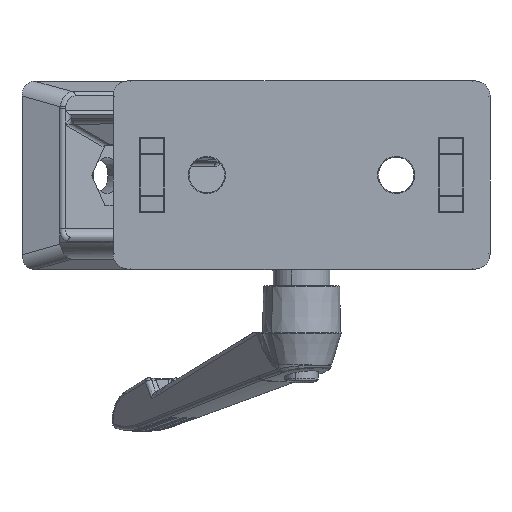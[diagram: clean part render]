
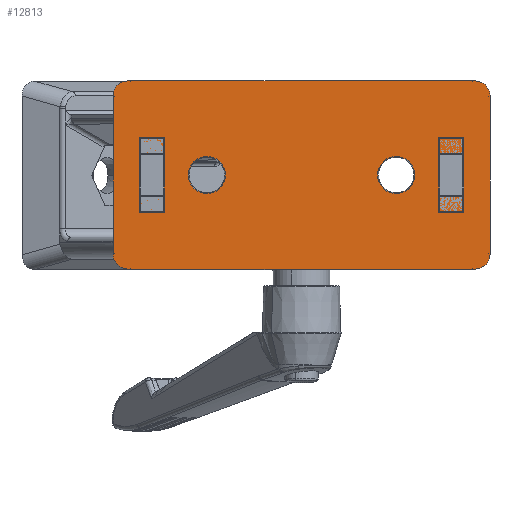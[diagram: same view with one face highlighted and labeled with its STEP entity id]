
A CAD part, top view. The second image highlights one B-rep face of the part: STEP entity #12813.
In plain terms, the highlighted planar face has unit normal (0, 0, 1).
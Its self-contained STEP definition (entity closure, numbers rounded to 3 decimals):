
#8102 = CARTESIAN_POINT ( 'NONE',  ( 22.5, 0., 9. ) ) ;
#8105 = CIRCLE ( 'NONE', #8150, 4.4 ) ;
#8123 = DIRECTION ( 'NONE',  ( 0., 0., -1. ) ) ;
#8149 = DIRECTION ( 'NONE',  ( 1., 0., 0. ) ) ;
#8150 = AXIS2_PLACEMENT_3D ( 'NONE', #8102, #8123, #8149 ) ;
#8246 = LINE ( 'NONE', #8289, #8288 ) ;
#8251 = CARTESIAN_POINT ( 'NONE',  ( 44.8, 18.872, 9. ) ) ;
#8276 = CARTESIAN_POINT ( 'NONE',  ( -44.8, 18.872, 9. ) ) ;
#8277 = CARTESIAN_POINT ( 'NONE',  ( 40.829, 22.4, 9. ) ) ;
#8278 = CARTESIAN_POINT ( 'NONE',  ( 43.225, 22.4, 9. ) ) ;
#8279 = CARTESIAN_POINT ( 'NONE',  ( 44.8, 21.001, 9. ) ) ;
#8280 = CARTESIAN_POINT ( 'NONE',  ( 44.8, 18.872, 9. ) ) ;
#8281 = CARTESIAN_POINT ( 'NONE',  ( 40.829, -22.4, 9. ) ) ;
#8282 =( BOUNDED_CURVE ( )  B_SPLINE_CURVE ( 3, ( #8280, #8279, #8278, #8277 ),
 .UNSPECIFIED., .F., .T. ) 
 B_SPLINE_CURVE_WITH_KNOTS ( ( 4, 4 ),
 ( 5.894, 7.306 ),
 .UNSPECIFIED. ) 
 CURVE ( )  GEOMETRIC_REPRESENTATION_ITEM ( )  RATIONAL_B_SPLINE_CURVE ( ( 1., 0.841, 0.841, 1. ) ) 
 REPRESENTATION_ITEM ( '' )  );
#8283 = DIRECTION ( 'NONE',  ( -1., 0., 0. ) ) ;
#8284 = VECTOR ( 'NONE', #8283, 1000. ) ;
#8285 = CARTESIAN_POINT ( 'NONE',  ( -45.5, -22.4, 9. ) ) ;
#8286 = LINE ( 'NONE', #8285, #8284 ) ;
#8287 = DIRECTION ( 'NONE',  ( 0., -1., 0. ) ) ;
#8288 = VECTOR ( 'NONE', #8287, 1000. ) ;
#8289 = CARTESIAN_POINT ( 'NONE',  ( 44.8, -23., 9. ) ) ;
#8293 = CARTESIAN_POINT ( 'NONE',  ( -44.8, -18.872, 9. ) ) ;
#8294 = CARTESIAN_POINT ( 'NONE',  ( -40.829, 22.4, 9. ) ) ;
#8295 = CARTESIAN_POINT ( 'NONE',  ( 40.829, 22.4, 9. ) ) ;
#8296 = CARTESIAN_POINT ( 'NONE',  ( 44.8, -18.872, 9. ) ) ;
#8297 = CARTESIAN_POINT ( 'NONE',  ( 44.8, -21.001, 9. ) ) ;
#8298 = CARTESIAN_POINT ( 'NONE',  ( 43.225, -22.4, 9. ) ) ;
#8299 = CARTESIAN_POINT ( 'NONE',  ( 40.829, -22.4, 9. ) ) ;
#8300 = LINE ( 'NONE', #8329, #8328 ) ;
#8301 = CARTESIAN_POINT ( 'NONE',  ( -45.5, -23., 9. ) ) ;
#8302 =( BOUNDED_CURVE ( )  B_SPLINE_CURVE ( 3, ( #8299, #8298, #8297, #8296 ),
 .UNSPECIFIED., .F., .T. ) 
 B_SPLINE_CURVE_WITH_KNOTS ( ( 4, 4 ),
 ( 2.119, 3.531 ),
 .UNSPECIFIED. ) 
 CURVE ( )  GEOMETRIC_REPRESENTATION_ITEM ( )  RATIONAL_B_SPLINE_CURVE ( ( 1., 0.841, 0.841, 1. ) ) 
 REPRESENTATION_ITEM ( '' )  );
#8303 = CARTESIAN_POINT ( 'NONE',  ( 44.8, -18.872, 9. ) ) ;
#8305 = CARTESIAN_POINT ( 'NONE',  ( -40.829, -22.4, 9. ) ) ;
#8306 = CARTESIAN_POINT ( 'NONE',  ( -43.225, -22.4, 9. ) ) ;
#8307 = CARTESIAN_POINT ( 'NONE',  ( -44.8, -21.001, 9. ) ) ;
#8308 = CARTESIAN_POINT ( 'NONE',  ( -44.8, -18.872, 9. ) ) ;
#8309 = PLANE ( 'NONE',  #8323 ) ;
#8310 =( BOUNDED_CURVE ( )  B_SPLINE_CURVE ( 3, ( #8308, #8307, #8306, #8305 ),
 .UNSPECIFIED., .F., .F. ) 
 B_SPLINE_CURVE_WITH_KNOTS ( ( 4, 4 ),
 ( 5.894, 7.306 ),
 .UNSPECIFIED. ) 
 CURVE ( )  GEOMETRIC_REPRESENTATION_ITEM ( )  RATIONAL_B_SPLINE_CURVE ( ( 1., 0.841, 0.841, 1. ) ) 
 REPRESENTATION_ITEM ( '' )  );
#8315 = AXIS2_PLACEMENT_3D ( 'NONE', #8322, #8332, #8368 ) ;
#8316 = DIRECTION ( 'NONE',  ( 0., 1., 0. ) ) ;
#8317 = VECTOR ( 'NONE', #8316, 1000. ) ;
#8318 = CIRCLE ( 'NONE', #8315, 4.4 ) ;
#8320 = CARTESIAN_POINT ( 'NONE',  ( -44.8, -23., 9. ) ) ;
#8321 = LINE ( 'NONE', #8320, #8317 ) ;
#8322 = CARTESIAN_POINT ( 'NONE',  ( -22.5, 0., 9. ) ) ;
#8323 = AXIS2_PLACEMENT_3D ( 'NONE', #8301, #8326, #8331 ) ;
#8326 = DIRECTION ( 'NONE',  ( 0., 0., 1. ) ) ;
#8327 = DIRECTION ( 'NONE',  ( 1., 0., 0. ) ) ;
#8328 = VECTOR ( 'NONE', #8327, 1000. ) ;
#8329 = CARTESIAN_POINT ( 'NONE',  ( -45.5, 22.4, 9. ) ) ;
#8330 = FACE_BOUND ( 'NONE', #12802, .T. ) ;
#8331 = DIRECTION ( 'NONE',  ( 1., 0., 0. ) ) ;
#8332 = DIRECTION ( 'NONE',  ( 0., 0., -1. ) ) ;
#8334 = FACE_BOUND ( 'NONE', #12861, .T. ) ;
#8335 = CARTESIAN_POINT ( 'NONE',  ( -44.8, 18.872, 9. ) ) ;
#8336 = CARTESIAN_POINT ( 'NONE',  ( -44.8, 21.001, 9. ) ) ;
#8337 = CARTESIAN_POINT ( 'NONE',  ( -43.225, 22.4, 9. ) ) ;
#8338 = CARTESIAN_POINT ( 'NONE',  ( -40.829, 22.4, 9. ) ) ;
#8339 = FACE_OUTER_BOUND ( 'NONE', #12818, .T. ) ;
#8340 =( BOUNDED_CURVE ( )  B_SPLINE_CURVE ( 3, ( #8338, #8337, #8336, #8335 ),
 .UNSPECIFIED., .F., .F. ) 
 B_SPLINE_CURVE_WITH_KNOTS ( ( 4, 4 ),
 ( 2.119, 3.531 ),
 .UNSPECIFIED. ) 
 CURVE ( )  GEOMETRIC_REPRESENTATION_ITEM ( )  RATIONAL_B_SPLINE_CURVE ( ( 1., 0.841, 0.841, 1. ) ) 
 REPRESENTATION_ITEM ( '' )  );
#8368 = DIRECTION ( 'NONE',  ( -1., 0., 0. ) ) ;
#8425 = CARTESIAN_POINT ( 'NONE',  ( -40.829, -22.4, 9. ) ) ;
#10605 = CARTESIAN_POINT ( 'NONE',  ( -26.9, 0., 9. ) ) ;
#10623 = DIRECTION ( 'NONE',  ( 1., 0., 0. ) ) ;
#10624 = DIRECTION ( 'NONE',  ( 0., 0., -1. ) ) ;
#10628 = CARTESIAN_POINT ( 'NONE',  ( 22.5, 0., 9. ) ) ;
#10631 = AXIS2_PLACEMENT_3D ( 'NONE', #10628, #10624, #10623 ) ;
#10641 = CARTESIAN_POINT ( 'NONE',  ( 18.1, 0., 9. ) ) ;
#10643 = CIRCLE ( 'NONE', #10631, 4.4 ) ;
#10660 = AXIS2_PLACEMENT_3D ( 'NONE', #10664, #10716, #10715 ) ;
#10664 = CARTESIAN_POINT ( 'NONE',  ( -22.5, 0., 9. ) ) ;
#10686 = CIRCLE ( 'NONE', #10660, 4.4 ) ;
#10689 = CARTESIAN_POINT ( 'NONE',  ( 26.9, 0., 9. ) ) ;
#10714 = CARTESIAN_POINT ( 'NONE',  ( -18.1, 0., 9. ) ) ;
#10715 = DIRECTION ( 'NONE',  ( -1., 0., 0. ) ) ;
#10716 = DIRECTION ( 'NONE',  ( 0., 0., -1. ) ) ;
#12706 = EDGE_CURVE ( 'NONE', #13754, #13762, #8105, .T. ) ;
#12788 = VERTEX_POINT ( 'NONE', #8251 ) ;
#12789 = VERTEX_POINT ( 'NONE', #8293 ) ;
#12790 = EDGE_CURVE ( 'NONE', #12788, #12820, #8246, .T. ) ;
#12791 = EDGE_CURVE ( 'NONE', #12793, #12863, #8286, .T. ) ;
#12792 = EDGE_CURVE ( 'NONE', #12788, #12809, #8282, .T. ) ;
#12793 = VERTEX_POINT ( 'NONE', #8281 ) ;
#12795 = ORIENTED_EDGE ( 'NONE', *, *, #12814, .F. ) ;
#12796 = EDGE_CURVE ( 'NONE', #12789, #12863, #8310, .T. ) ;
#12797 = ORIENTED_EDGE ( 'NONE', *, *, #12791, .F. ) ;
#12798 = EDGE_CURVE ( 'NONE', #12793, #12820, #8302, .T. ) ;
#12799 = ORIENTED_EDGE ( 'NONE', *, *, #12706, .T. ) ;
#12802 = EDGE_LOOP ( 'NONE', ( #12804, #12799 ) ) ;
#12803 = ORIENTED_EDGE ( 'NONE', *, *, #12790, .F. ) ;
#12804 = ORIENTED_EDGE ( 'NONE', *, *, #13757, .T. ) ;
#12805 = ORIENTED_EDGE ( 'NONE', *, *, #12819, .T. ) ;
#12806 = VERTEX_POINT ( 'NONE', #8276 ) ;
#12807 = EDGE_CURVE ( 'NONE', #12808, #12806, #8340, .T. ) ;
#12808 = VERTEX_POINT ( 'NONE', #8294 ) ;
#12809 = VERTEX_POINT ( 'NONE', #8295 ) ;
#12811 = ORIENTED_EDGE ( 'NONE', *, *, #12796, .T. ) ;
#12812 = EDGE_CURVE ( 'NONE', #12808, #12809, #8300, .T. ) ;
#12813 = ADVANCED_FACE ( 'NONE', ( #8339, #8334, #8330 ), #8309, .T. ) ;
#12814 = EDGE_CURVE ( 'NONE', #12789, #12806, #8321, .T. ) ;
#12815 = ORIENTED_EDGE ( 'NONE', *, *, #12807, .T. ) ;
#12816 = ORIENTED_EDGE ( 'NONE', *, *, #12798, .T. ) ;
#12817 = ORIENTED_EDGE ( 'NONE', *, *, #12812, .F. ) ;
#12818 = EDGE_LOOP ( 'NONE', ( #12817, #12815, #12795, #12811, #12797, #12816, #12803, #12860 ) ) ;
#12819 = EDGE_CURVE ( 'NONE', #13780, #13738, #8318, .T. ) ;
#12820 = VERTEX_POINT ( 'NONE', #8303 ) ;
#12860 = ORIENTED_EDGE ( 'NONE', *, *, #12792, .T. ) ;
#12861 = EDGE_LOOP ( 'NONE', ( #12862, #12805 ) ) ;
#12862 = ORIENTED_EDGE ( 'NONE', *, *, #13778, .T. ) ;
#12863 = VERTEX_POINT ( 'NONE', #8425 ) ;
#13738 = VERTEX_POINT ( 'NONE', #10605 ) ;
#13754 = VERTEX_POINT ( 'NONE', #10641 ) ;
#13757 = EDGE_CURVE ( 'NONE', #13762, #13754, #10643, .T. ) ;
#13762 = VERTEX_POINT ( 'NONE', #10689 ) ;
#13778 = EDGE_CURVE ( 'NONE', #13738, #13780, #10686, .T. ) ;
#13780 = VERTEX_POINT ( 'NONE', #10714 ) ;
